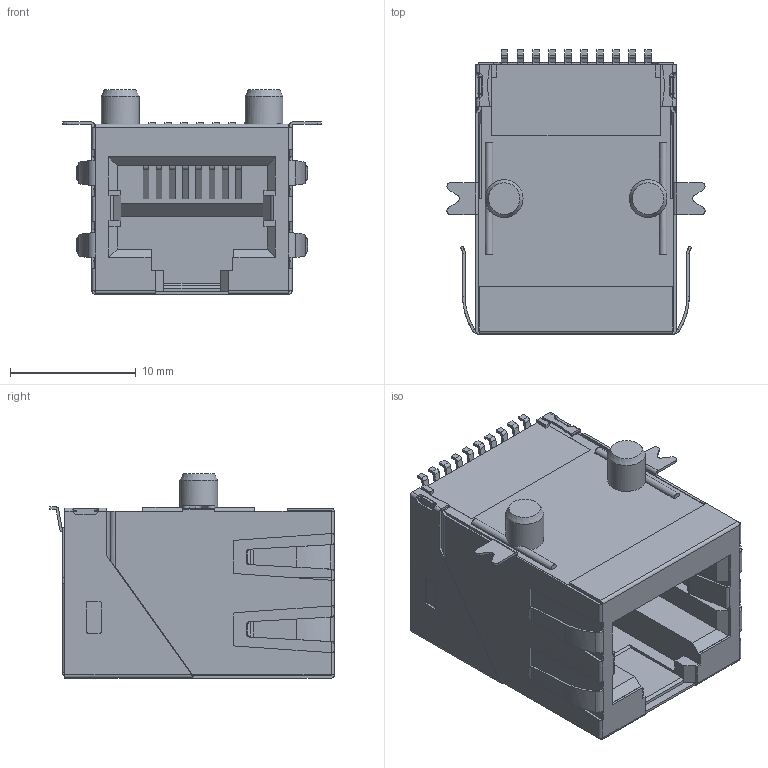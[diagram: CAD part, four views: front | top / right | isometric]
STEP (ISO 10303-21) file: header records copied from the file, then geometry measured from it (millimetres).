
FILE_DESCRIPTION(/* description */ ('Unknown'),/* implementation_level */ '2;1');
FILE_NAME(/* name */ '7498111001',/* time_stamp */ '2019-07-19T09:53:01+02:00',/* author */ ('Unknown'),/* organization */ ('Unknown'),/* preprocessor_version */ 'ST-DEVELOPER v16.7',/* originating_system */ 'DEX',/* authorisation */ $);
FILE_SCHEMA (('AUTOMOTIVE_DESIGN {1 0 10303 214 3 1 1}'));
Length unit declared in the file: millimetre
Products named in the file (5): 7498111001; Shielding; Insulator; Insulator_2; Shielding_2
Assembly tree (4 placements, depth 2):
  7498111001
    Shielding
    Insulator
    Insulator_2
    Shielding_2
Bounding box: 20.5 x 22.6 x 16.22 mm (x, y, z)
Volume: 2023.8 mm3; surface area: 5480.9 mm2
Topology: 4 solids, 4 shells, 734 faces, 2016 edges, 1292 vertices
Faces by surface type: plane 461, cylinder 207, bspline 62, cone 2, sphere 2
Full cylindrical faces by diameter (mm): 3 x2
Entity records: 26114 total; most frequent: CARTESIAN_POINT 5791, ORIENTED_EDGE 4020, DIRECTION 3416, EDGE_CURVE 2010, LINE 1382, VECTOR 1382, VERTEX_POINT 1292, AXIS2_PLACEMENT_3D 1017
